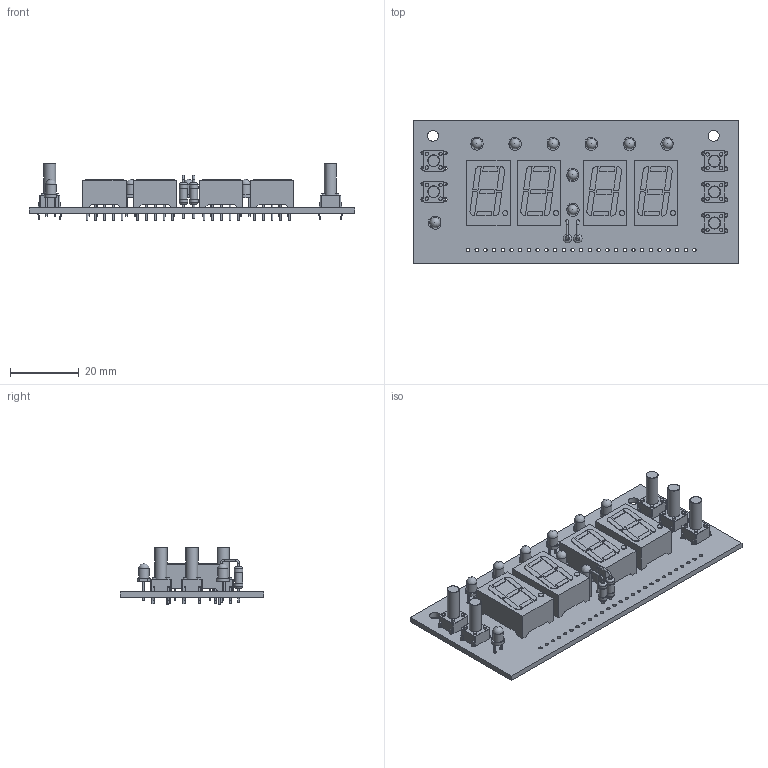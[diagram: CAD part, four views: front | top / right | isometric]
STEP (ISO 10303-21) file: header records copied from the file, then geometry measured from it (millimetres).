
FILE_DESCRIPTION(('FreeCAD Model'),'2;1');
FILE_NAME('Open CASCADE Shape Model','2022-11-30T20:40:13',('Author'),( ''),'Open CASCADE STEP processor 7.5','FreeCAD','Unknown');
FILE_SCHEMA(('AUTOMOTIVE_DESIGN { 1 0 10303 214 1 1 1 1 }'));
Length unit declared in the file: millimetre
Products named in the file (10): LED_DISPLAY_BOARD; Local_CS_403d; Board_Geoms_403d; Pcb_403d; Step_Models_403d; Top_403d; S3_SW_PUSH_6mm_h13mm_974d04aa10fd; R1_R_Axial_DIN0207_L63mm_D25mm_P508mm_Vertical_1518434c2957; U1_7SegmentLED_LTS6760_LTS6780_943fd5891115; D7_LED_D3.0mm_359ad34fe5f4
Assembly tree (25 placements, depth 4):
  LED_DISPLAY_BOARD
    Local_CS_403d
    Board_Geoms_403d
      Pcb_403d
    Step_Models_403d
      Top_403d
        S3_SW_PUSH_6mm_h13mm_974d04aa10fd  x5
        R1_R_Axial_DIN0207_L63mm_D25mm_P508mm_Vertical_1518434c2957  x2
        U1_7SegmentLED_LTS6760_LTS6780_943fd5891115  x4
        D7_LED_D3.0mm_359ad34fe5f4  x9
Bounding box: 95 x 41.91 x 16.76 mm (x, y, z)
Volume: 14662.2 mm3; surface area: 15357.6 mm2
Topology: 21 solids, 21 shells, 1172 faces, 2917 edges, 1885 vertices
Faces by surface type: plane 742, cylinder 408, torus 13, sphere 9
Full cylindrical faces by diameter (mm): 0.5 x40, 0.6 x8, 0.8 x44, 0.9 x18, 1 x47, 1.1 x20, 1.5 x4, 2.25 x2, 2.5 x4, 3 x9, 3.2 x2, 3.5 x5
Entity records: 12928 total; most frequent: DIRECTION 1988, CARTESIAN_POINT 1834, ORIENTED_EDGE 1774, EDGE_CURVE 887, AXIS2_PLACEMENT_3D 732, FACE_BOUND 593, EDGE_LOOP 593, VERTEX_POINT 578
